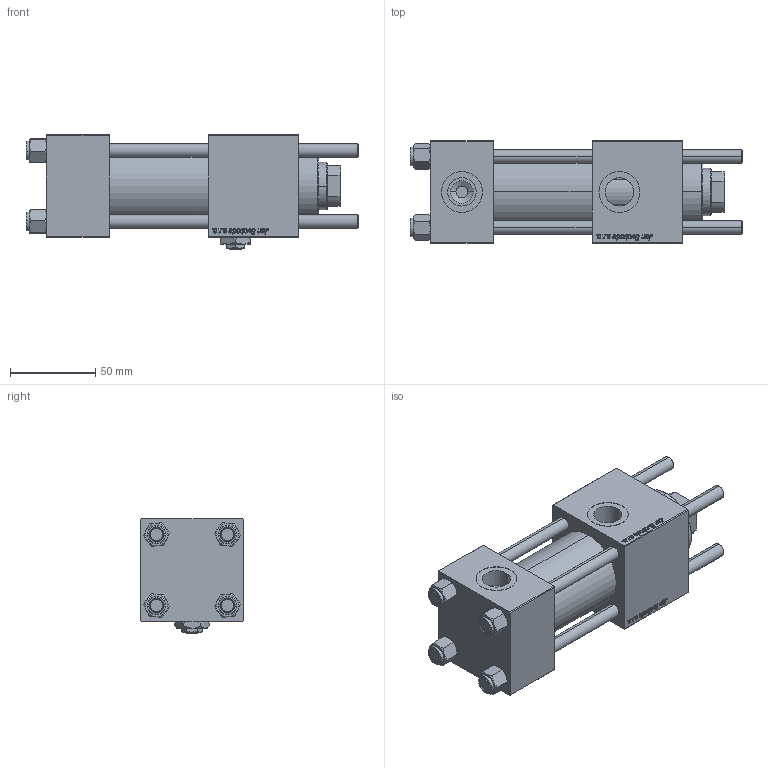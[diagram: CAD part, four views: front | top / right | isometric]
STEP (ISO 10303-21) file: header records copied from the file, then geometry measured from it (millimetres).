
FILE_DESCRIPTION (( 'STEP AP203' ), '1' );
FILE_NAME ('34f4.STEP', '2022-04-15T21:41:05', ( '' ), ( '' ), 'SwSTEP 2.0', 'SolidWorks 2019', '' );
FILE_SCHEMA (( 'CONFIG_CONTROL_DESIGN' ));
Length unit declared in the file: millimetre
Products named in the file (7): V215CR_VCP_B 94a02d7215ee8c068b606f6d5bdcf68e; V215CR_B-1 94a02d7215ee8c068b606f6d5bdcf68e; V215CR_B_TYCINKA 94a02d7215ee8c068b606f6d5bdcf68e; 34f4; V215_VC_A 94a02d7215ee8c068b606f6d5bdcf68e; Zatka_pro_OIL_PORT 94a02d7215ee8c068b606f6d5bdcf68e; NUT_M5_B 94a02d7215ee8c068b606f6d5bdcf68e
Assembly tree (12 placements, depth 2):
  34f4
    V215CR_B-1 94a02d7215ee8c068b606f6d5bdcf68e
    V215CR_VCP_B 94a02d7215ee8c068b606f6d5bdcf68e
    NUT_M5_B 94a02d7215ee8c068b606f6d5bdcf68e  x4
    V215CR_B_TYCINKA 94a02d7215ee8c068b606f6d5bdcf68e  x4
    V215_VC_A 94a02d7215ee8c068b606f6d5bdcf68e
    Zatka_pro_OIL_PORT 94a02d7215ee8c068b606f6d5bdcf68e
Bounding box: 195 x 60 x 67 mm (x, y, z)
Volume: 433516.9 mm3; surface area: 121389.9 mm2
Topology: 12 solids, 12 shells, 1213 faces, 3064 edges, 1983 vertices
Faces by surface type: bspline 504, plane 459, cone 156, cylinder 86, torus 8
Entity records: 58719 total; most frequent: CARTESIAN_POINT 34642, ORIENTED_EDGE 5620, DIRECTION 3154, EDGE_CURVE 2810, VERTEX_POINT 1839, VECTOR 1488, LINE 1488, EDGE_LOOP 1221
